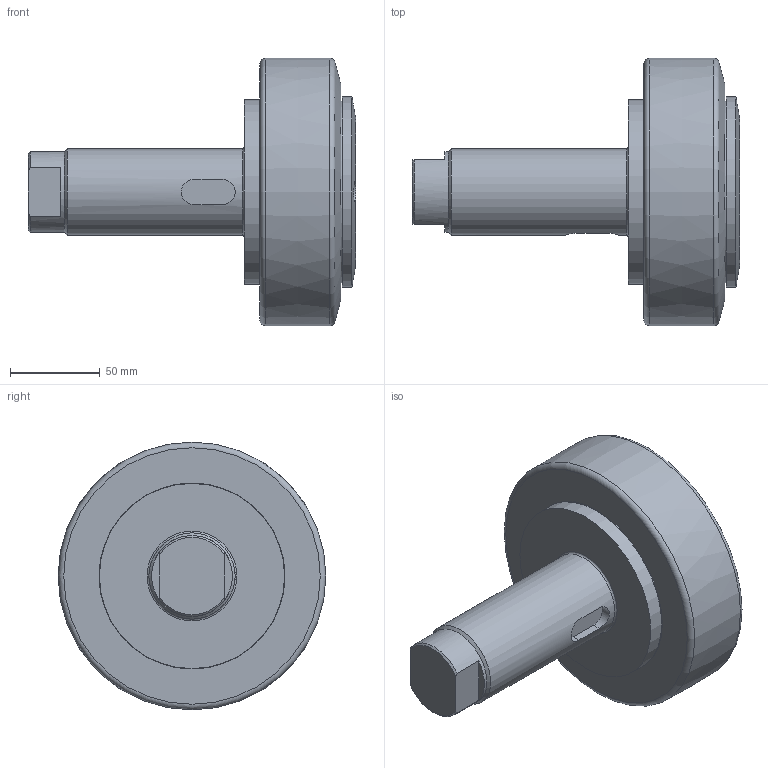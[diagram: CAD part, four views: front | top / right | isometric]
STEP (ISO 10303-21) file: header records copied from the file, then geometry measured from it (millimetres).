
FILE_DESCRIPTION(/* description */ ('-'),/* implementation_level */ '2;1');
FILE_NAME(/* name */ 'ALFATEC_TR150-1360.stp',/* time_stamp */ '2021-01-27T10:10:19+01:00',/* author */ ('kstaebler'),/* organization */ (''),/* preprocessor_version */ 'ST-DEVELOPER v18.1',/* originating_system */ 'Autodesk Inventor 2020',/* authorisation */ '');
FILE_SCHEMA (('AUTOMOTIVE_DESIGN { 1 0 10303 214 3 1 1 }'));
Length unit declared in the file: millimetre
Products named in the file (1): TR 150.1360_Kontur
Bounding box: 182 x 149 x 148.99 mm (x, y, z)
Volume: 1023574.8 mm3; surface area: 119427.7 mm2
Topology: 1 solids, 1 shells, 91 faces, 246 edges, 165 vertices
Faces by surface type: plane 47, cylinder 31, cone 7, torus 5, bspline 1
Full cylindrical faces by diameter (mm): 4 x2, 12 x2, 12.4 x2, 45 x1, 48 x1, 100.3 x1, 101.2 x1, 101.4 x1, 103 x1, 103.5 x2, 106 x1, 109 x2, 111.5 x2, 113 x2
Entity records: 3340 total; most frequent: CARTESIAN_POINT 753, DIRECTION 549, ORIENTED_EDGE 496, EDGE_CURVE 248, AXIS2_PLACEMENT_3D 231, VERTEX_POINT 165, CIRCLE 140, EDGE_LOOP 107
